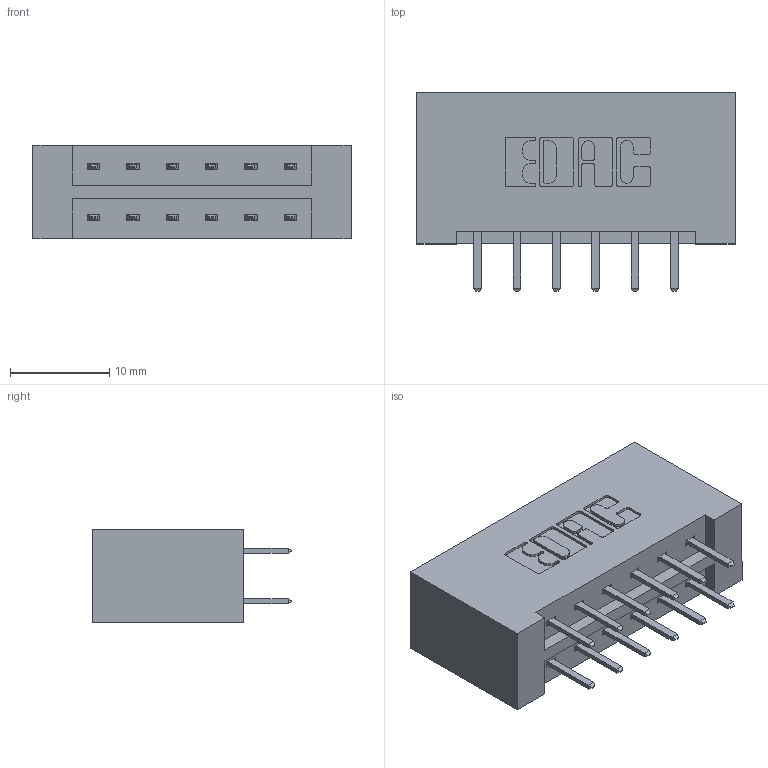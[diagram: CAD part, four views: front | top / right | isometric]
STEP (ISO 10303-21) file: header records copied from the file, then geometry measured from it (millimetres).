
FILE_DESCRIPTION (( 'STEP AP203' ), '1' );
FILE_NAME ('333-012-520-201.STEP', '2018-07-31T23:51:36', ( '' ), ( '' ), 'SwSTEP 2.0', 'SolidWorks 2016', '' );
FILE_SCHEMA (( 'CONFIG_CONTROL_DESIGN' ));
Length unit declared in the file: inch
Products named in the file (3): 333 Part_Lugless; 345-292-001_345-293-120; 333-012-520-201
Assembly tree (13 placements, depth 2):
  333-012-520-201
    333 Part_Lugless
    345-292-001_345-293-120  x12
Bounding box: 32.03 x 20.02 x 9.4 mm (x, y, z)
Volume: 3560.3 mm3; surface area: 3832.7 mm2
Topology: 13 solids, 13 shells, 778 faces, 2243 edges, 1462 vertices
Faces by surface type: plane 522, cylinder 256
Entity records: 8353 total; most frequent: CARTESIAN_POINT 1438, ORIENTED_EDGE 1362, DIRECTION 1273, EDGE_CURVE 681, LINE 557, VECTOR 557, VERTEX_POINT 450, AXIS2_PLACEMENT_3D 358
